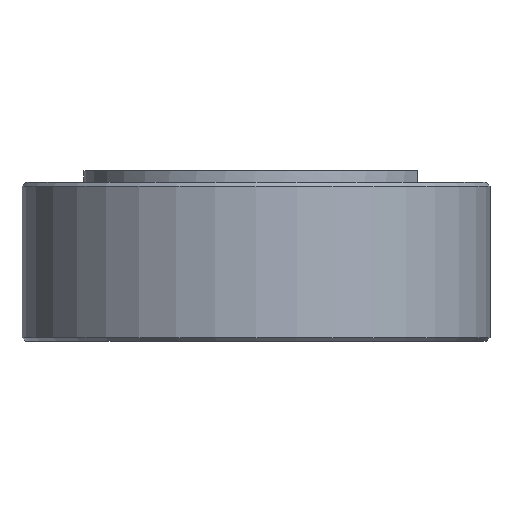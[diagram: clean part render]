
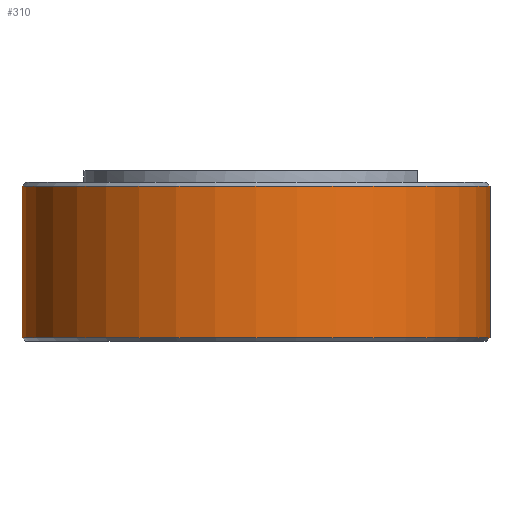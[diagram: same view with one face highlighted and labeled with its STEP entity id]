
A CAD part, front view. The second image highlights one B-rep face of the part: STEP entity #310.
In plain terms, the highlighted cylindrical face has radius 31.8 mm (diameter 63.6 mm), a partial arc.
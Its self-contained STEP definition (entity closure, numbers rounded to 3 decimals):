
#28 = EDGE_CURVE ( 'NONE', #712, #316, #876, .T. ) ;
#63 = ORIENTED_EDGE ( 'NONE', *, *, #28, .T. ) ;
#129 = ORIENTED_EDGE ( 'NONE', *, *, #757, .T. ) ;
#171 = EDGE_CURVE ( 'NONE', #1283, #476, #1777, .T. ) ;
#203 = ORIENTED_EDGE ( 'NONE', *, *, #171, .T. ) ;
#248 = ORIENTED_EDGE ( 'NONE', *, *, #319, .F. ) ;
#291 = EDGE_LOOP ( 'NONE', ( #248, #203, #129, #63 ) ) ;
#310 = ADVANCED_FACE ( 'NONE', ( #1281 ), #1282, .T. ) ;
#316 = VERTEX_POINT ( 'NONE', #1319 ) ;
#319 = EDGE_CURVE ( 'NONE', #1283, #316, #1321, .T. ) ;
#476 = VERTEX_POINT ( 'NONE', #1751 ) ;
#712 = VERTEX_POINT ( 'NONE', #1575 ) ;
#757 = EDGE_CURVE ( 'NONE', #476, #712, #1979, .T. ) ;
#876 = CIRCLE ( 'NONE', #878, 31.8 ) ;
#878 = AXIS2_PLACEMENT_3D ( 'NONE', #879, #880, #881 ) ;
#879 = CARTESIAN_POINT ( 'NONE',  ( 0., 0., 0.5 ) ) ;
#880 = DIRECTION ( 'NONE',  ( 0., 0., 1. ) ) ;
#881 = DIRECTION ( 'NONE',  ( 1., 0., 0. ) ) ;
#1281 = FACE_OUTER_BOUND ( 'NONE', #291, .T. ) ;
#1282 = CYLINDRICAL_SURFACE ( 'NONE', #1287, 31.8 ) ;
#1283 = VERTEX_POINT ( 'NONE', #2287 ) ;
#1287 = AXIS2_PLACEMENT_3D ( 'NONE', #1288, #1289, #1290 ) ;
#1288 = CARTESIAN_POINT ( 'NONE',  ( 0., 0., 21.6 ) ) ;
#1289 = DIRECTION ( 'NONE',  ( 0., 0., -1. ) ) ;
#1290 = DIRECTION ( 'NONE',  ( -1., 0., 0. ) ) ;
#1319 = CARTESIAN_POINT ( 'NONE',  ( 31.8, 0., 0.5 ) ) ;
#1321 = LINE ( 'NONE', #1322, #1323 ) ;
#1322 = CARTESIAN_POINT ( 'NONE',  ( 31.8, 0., 21.6 ) ) ;
#1323 = VECTOR ( 'NONE', #1324, 1000. ) ;
#1324 = DIRECTION ( 'NONE',  ( 0., 0., -1. ) ) ;
#1575 = CARTESIAN_POINT ( 'NONE',  ( -31.8, 0., 0.5 ) ) ;
#1751 = CARTESIAN_POINT ( 'NONE',  ( -31.8, 0., 21.1 ) ) ;
#1777 = CIRCLE ( 'NONE', #1778, 31.8 ) ;
#1778 = AXIS2_PLACEMENT_3D ( 'NONE', #1779, #1780, #1781 ) ;
#1779 = CARTESIAN_POINT ( 'NONE',  ( 0., 0., 21.1 ) ) ;
#1780 = DIRECTION ( 'NONE',  ( 0., 0., -1. ) ) ;
#1781 = DIRECTION ( 'NONE',  ( 1., 0., 0. ) ) ;
#1979 = LINE ( 'NONE', #1980, #1981 ) ;
#1980 = CARTESIAN_POINT ( 'NONE',  ( -31.8, 0., 21.6 ) ) ;
#1981 = VECTOR ( 'NONE', #1982, 1000. ) ;
#1982 = DIRECTION ( 'NONE',  ( 0., 0., -1. ) ) ;
#2287 = CARTESIAN_POINT ( 'NONE',  ( 31.8, 0., 21.1 ) ) ;
